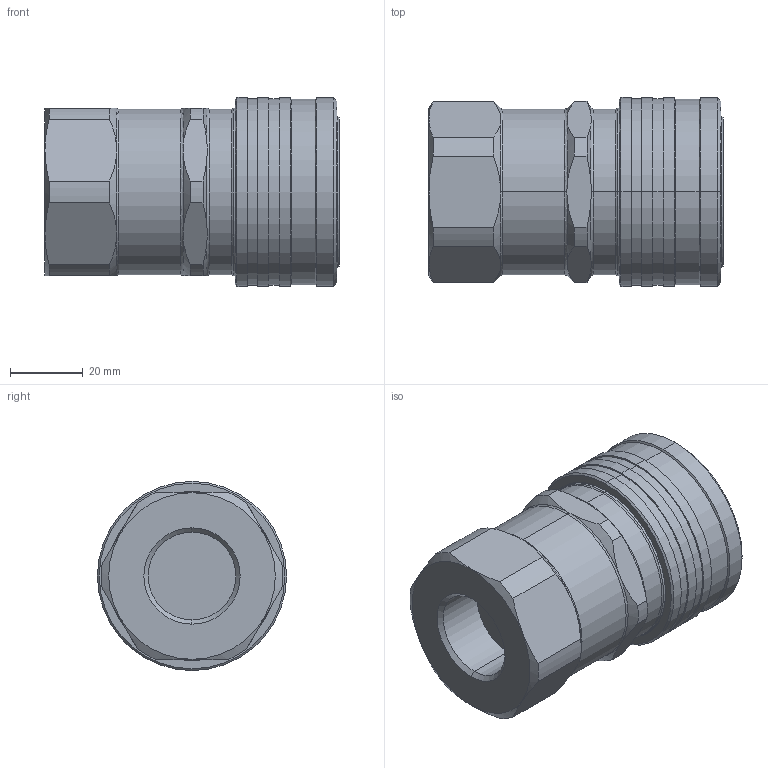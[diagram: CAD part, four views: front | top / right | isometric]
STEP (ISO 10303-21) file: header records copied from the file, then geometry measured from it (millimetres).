
FILE_DESCRIPTION (( 'STEP AP214' ), '1' );
FILE_NAME ('IB7510.STEP', '2015-09-02T10:03:19', ( 'admin' ), ( 'Microsoft' ), 'SwSTEP 2.0', 'SolidWorks 2009', '' );
FILE_SCHEMA (( 'AUTOMOTIVE_DESIGN' ));
Length unit declared in the file: millimetre
Products named in the file (1): IB7510
Bounding box: 81 x 52 x 52 mm (x, y, z)
Volume: 114094.8 mm3; surface area: 26384.2 mm2
Topology: 2 solids, 2 shells, 302 faces, 868 edges, 547 vertices
Faces by surface type: cone 122, cylinder 79, torus 46, plane 31, sphere 24
Entity records: 11680 total; most frequent: CARTESIAN_POINT 4303, ORIENTED_EDGE 1592, DIRECTION 1551, EDGE_CURVE 796, AXIS2_PLACEMENT_3D 695, VERTEX_POINT 499, CIRCLE 392, EDGE_LOOP 327
